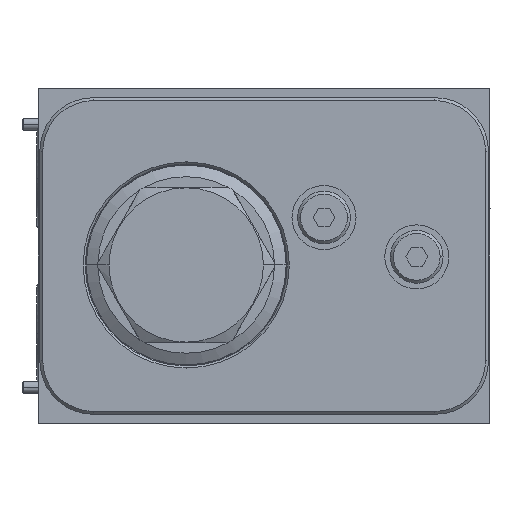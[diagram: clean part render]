
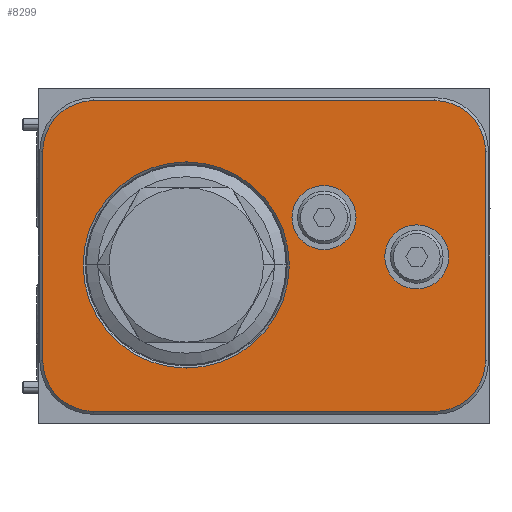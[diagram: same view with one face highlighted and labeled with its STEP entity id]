
A CAD part, left-side view. The second image highlights one B-rep face of the part: STEP entity #8299.
In plain terms, the highlighted planar face has unit normal (-1, 0, 0).
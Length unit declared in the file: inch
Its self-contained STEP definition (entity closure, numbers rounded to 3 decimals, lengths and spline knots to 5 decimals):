
#735=CARTESIAN_POINT('',(0.,-1.547,1.656));
#736=DIRECTION('',(1.,0.,0.));
#737=DIRECTION('',(0.,0.,-1.));
#738=AXIS2_PLACEMENT_3D('',#735,#736,#737);
#740=CARTESIAN_POINT('',(0.,-1.547,1.656));
#741=DIRECTION('',(1.,0.,0.));
#742=DIRECTION('',(0.,0.,1.));
#743=AXIS2_PLACEMENT_3D('',#740,#741,#742);
#745=CARTESIAN_POINT('',(0.,-2.988,2.152));
#746=DIRECTION('',(1.,0.,0.));
#747=DIRECTION('',(0.,0.,-1.));
#748=AXIS2_PLACEMENT_3D('',#745,#746,#747);
#750=CARTESIAN_POINT('',(0.,-2.988,2.152));
#751=DIRECTION('',(1.,0.,0.));
#752=DIRECTION('',(0.,0.,1.));
#753=AXIS2_PLACEMENT_3D('',#750,#751,#752);
#755=CARTESIAN_POINT('',(0.,-3.958,1.741));
#756=DIRECTION('',(1.,0.,0.));
#757=DIRECTION('',(0.,0.,-1.));
#758=AXIS2_PLACEMENT_3D('',#755,#756,#757);
#760=CARTESIAN_POINT('',(0.,-3.958,1.741));
#761=DIRECTION('',(1.,0.,0.));
#762=DIRECTION('',(0.,0.,1.));
#763=AXIS2_PLACEMENT_3D('',#760,#761,#762);
#3464=CARTESIAN_POINT('',(0.,-4.146,0.656));
#3465=DIRECTION('',(1.,0.,0.));
#3466=DIRECTION('',(0.,-1.,0.));
#3467=AXIS2_PLACEMENT_3D('',#3464,#3465,#3466);
#3478=DIRECTION('',(0.,0.,-1.));
#3479=VECTOR('',#3478,2.188);
#3480=CARTESIAN_POINT('',(0.,-4.677,2.844));
#3481=LINE('',#3480,#3479);
#3490=CARTESIAN_POINT('',(0.,-4.146,2.844));
#3491=DIRECTION('',(1.,0.,0.));
#3492=DIRECTION('',(0.,0.,1.));
#3493=AXIS2_PLACEMENT_3D('',#3490,#3491,#3492);
#3504=DIRECTION('',(0.,-1.,0.));
#3505=VECTOR('',#3504,3.568);
#3506=CARTESIAN_POINT('',(0.,-0.578,3.375));
#3507=LINE('',#3506,#3505);
#3516=CARTESIAN_POINT('',(0.,-0.578,2.844));
#3517=DIRECTION('',(1.,0.,0.));
#3518=DIRECTION('',(0.,1.,0.));
#3519=AXIS2_PLACEMENT_3D('',#3516,#3517,#3518);
#3530=DIRECTION('',(0.,0.,1.));
#3531=VECTOR('',#3530,2.188);
#3532=CARTESIAN_POINT('',(0.,-0.047,0.656));
#3533=LINE('',#3532,#3531);
#3538=CARTESIAN_POINT('',(0.,-0.578,0.656));
#3539=DIRECTION('',(1.,0.,0.));
#3540=DIRECTION('',(0.,0.,-1.));
#3541=AXIS2_PLACEMENT_3D('',#3538,#3539,#3540);
#3556=DIRECTION('',(0.,1.,0.));
#3557=VECTOR('',#3556,3.568);
#3558=CARTESIAN_POINT('',(0.,-4.146,0.125));
#3559=LINE('',#3558,#3557);
#6908=CARTESIAN_POINT('',(0.,-1.547,0.578));
#6909=CARTESIAN_POINT('',(0.,-1.547,2.734));
#6910=VERTEX_POINT('',#6908);
#6911=VERTEX_POINT('',#6909);
#6932=CARTESIAN_POINT('',(0.,-2.988,1.817));
#6933=CARTESIAN_POINT('',(0.,-2.988,2.487));
#6934=VERTEX_POINT('',#6932);
#6935=VERTEX_POINT('',#6933);
#6962=CARTESIAN_POINT('',(0.,-3.958,1.406));
#6963=CARTESIAN_POINT('',(0.,-3.958,2.076));
#6964=VERTEX_POINT('',#6962);
#6965=VERTEX_POINT('',#6963);
#6996=CARTESIAN_POINT('',(0.,-0.047,0.656));
#6997=CARTESIAN_POINT('',(0.,-0.047,2.844));
#6998=VERTEX_POINT('',#6996);
#6999=VERTEX_POINT('',#6997);
#7004=CARTESIAN_POINT('',(0.,-0.578,3.375));
#7005=VERTEX_POINT('',#7004);
#7008=CARTESIAN_POINT('',(0.,-4.146,3.375));
#7009=VERTEX_POINT('',#7008);
#7012=CARTESIAN_POINT('',(0.,-4.677,2.844));
#7013=VERTEX_POINT('',#7012);
#7016=CARTESIAN_POINT('',(0.,-4.677,0.656));
#7017=VERTEX_POINT('',#7016);
#7020=CARTESIAN_POINT('',(0.,-4.146,0.125));
#7021=VERTEX_POINT('',#7020);
#7024=CARTESIAN_POINT('',(0.,-0.578,0.125));
#7025=VERTEX_POINT('',#7024);
#8259=CARTESIAN_POINT('',(0.,0.,0.));
#8260=DIRECTION('',(-1.,0.,0.));
#8261=DIRECTION('',(0.,-1.,0.));
#8262=AXIS2_PLACEMENT_3D('',#8259,#8260,#8261);
#8263=PLANE('',#8262);
#8265=ORIENTED_EDGE('',*,*,#8264,.T.);
#8267=ORIENTED_EDGE('',*,*,#8266,.T.);
#8269=ORIENTED_EDGE('',*,*,#8268,.T.);
#8271=ORIENTED_EDGE('',*,*,#8270,.T.);
#8273=ORIENTED_EDGE('',*,*,#8272,.T.);
#8275=ORIENTED_EDGE('',*,*,#8274,.T.);
#8277=ORIENTED_EDGE('',*,*,#8276,.T.);
#8279=ORIENTED_EDGE('',*,*,#8278,.T.);
#8280=EDGE_LOOP('',(#8265,#8267,#8269,#8271,#8273,#8275,#8277,#8279));
#8281=FACE_OUTER_BOUND('',#8280,.F.);
#8283=ORIENTED_EDGE('',*,*,#8282,.F.);
#8285=ORIENTED_EDGE('',*,*,#8284,.F.);
#8286=EDGE_LOOP('',(#8283,#8285));
#8287=FACE_BOUND('',#8286,.F.);
#8289=ORIENTED_EDGE('',*,*,#8288,.F.);
#8291=ORIENTED_EDGE('',*,*,#8290,.F.);
#8292=EDGE_LOOP('',(#8289,#8291));
#8293=FACE_BOUND('',#8292,.F.);
#8294=ORIENTED_EDGE('',*,*,#8249,.F.);
#8296=ORIENTED_EDGE('',*,*,#8295,.F.);
#8297=EDGE_LOOP('',(#8294,#8296));
#8298=FACE_BOUND('',#8297,.F.);
#8299=ADVANCED_FACE('',(#8281,#8287,#8293,#8298),#8263,.T.);
#739=CIRCLE('',#738,1.078);
#744=CIRCLE('',#743,1.078);
#749=CIRCLE('',#748,0.335);
#754=CIRCLE('',#753,0.335);
#759=CIRCLE('',#758,0.335);
#764=CIRCLE('',#763,0.335);
#3468=CIRCLE('',#3467,0.531);
#3494=CIRCLE('',#3493,0.531);
#3520=CIRCLE('',#3519,0.531);
#3542=CIRCLE('',#3541,0.531);
#8249=EDGE_CURVE('',#6910,#6911,#739,.T.);
#8264=EDGE_CURVE('',#7017,#7021,#3468,.T.);
#8266=EDGE_CURVE('',#7021,#7025,#3559,.T.);
#8268=EDGE_CURVE('',#7025,#6998,#3542,.T.);
#8270=EDGE_CURVE('',#6998,#6999,#3533,.T.);
#8272=EDGE_CURVE('',#6999,#7005,#3520,.T.);
#8274=EDGE_CURVE('',#7005,#7009,#3507,.T.);
#8276=EDGE_CURVE('',#7009,#7013,#3494,.T.);
#8278=EDGE_CURVE('',#7013,#7017,#3481,.T.);
#8282=EDGE_CURVE('',#6934,#6935,#749,.T.);
#8284=EDGE_CURVE('',#6935,#6934,#754,.T.);
#8288=EDGE_CURVE('',#6964,#6965,#759,.T.);
#8290=EDGE_CURVE('',#6965,#6964,#764,.T.);
#8295=EDGE_CURVE('',#6911,#6910,#744,.T.);
